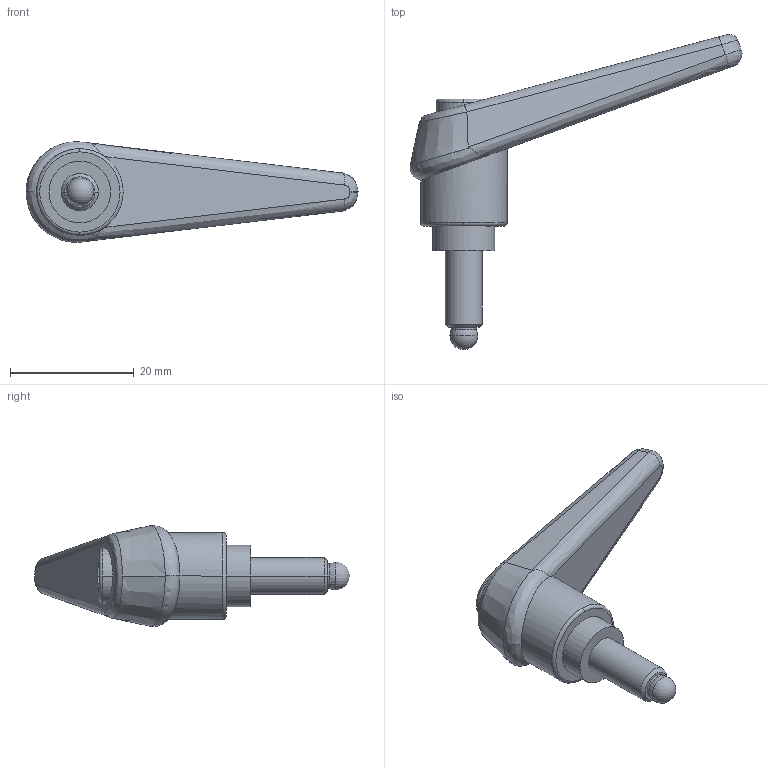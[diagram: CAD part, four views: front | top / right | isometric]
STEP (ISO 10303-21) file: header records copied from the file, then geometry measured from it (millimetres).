
FILE_DESCRIPTION(('STEP AP214'),'1');
FILE_NAME('HALDERN_EH_24410_3141.stp','2020-02-28T09:41:36',('TraceParts'),('TraceParts S.A.'),'Spatial InterOp 3D',' ',' ');
FILE_SCHEMA(('AUTOMOTIVE_DESIGN { 1 0 10303 214 1 1 1 1 }'));
Length unit declared in the file: millimetre
Products named in the file (1): HALDERN_EH_24410_3141_1
Bounding box: 53.71 x 50.98 x 16.28 mm (x, y, z)
Volume: 6338.5 mm3; surface area: 3959.8 mm2
Topology: 2 solids, 2 shells, 60 faces, 147 edges, 94 vertices
Faces by surface type: cylinder 18, plane 17, bspline 15, cone 4, torus 4, sphere 2
Entity records: 2781 total; most frequent: CARTESIAN_POINT 890, DIRECTION 289, ORIENTED_EDGE 286, EDGE_CURVE 143, AXIS2_PLACEMENT_3D 123, VERTEX_POINT 94, EDGE_LOOP 69, STYLED_ITEM 61
